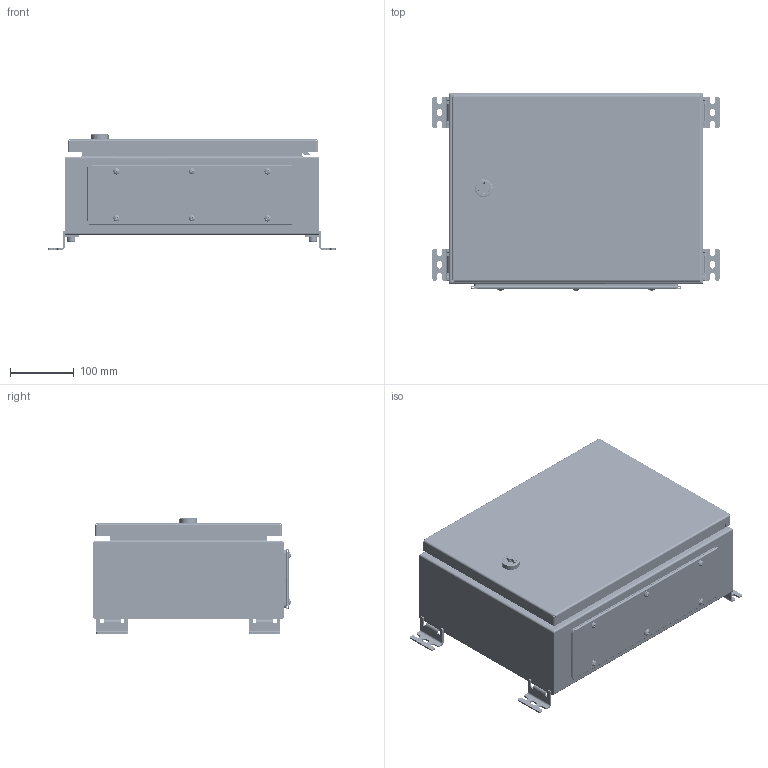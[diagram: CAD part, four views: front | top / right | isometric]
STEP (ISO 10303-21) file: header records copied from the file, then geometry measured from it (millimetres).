
FILE_DESCRIPTION (( 'STEP AP214' ), '1' );
FILE_NAME ('21.040.030.15.STEP', '2024-07-24T10:03:09', ( '' ), ( '' ), 'SwSTEP 2.0', 'SolidWorks 2021', '' );
FILE_SCHEMA (( 'AUTOMOTIVE_DESIGN' ));
Length unit declared in the file: millimetre
Products named in the file (34): Áîëò Ì6õ10 ñ øåñòèãðàííîé ãîëîâêîé ñ ïðåññøàéáîé; Çàêëåïêà ðåçüáîâàÿ Ì8 øåñòèãðàííàÿ ñ óìåíüøåííûì áîðòîì; Äâåðíîå ïîëîòíî W400H300; 昑 W400H300; 昢膼碴鍣 膰豵鵨 W400H300D150; Ëåâàÿ ñòåíêà H300D150; Äâåðü W400H300; 471.100 Íàñòåííîå êðåïëåíèå; 嵑謺麃; 21.040.030.15; Øïèëüêà ïðèâàðíàÿ Ì6õ25; Ïðîêëàäêà êðûøêè ÄÌ W330D90; Ïðîôèëü äâåðíîé H300; 署赅 W330D90; Ïåòëÿ ùèòîâàÿ ïðèâàðíàÿ; 墊片_1; ﾇ瑟鶴 MS-705-3D; Âèíò DIN 967 Ì5õ16 ñ ïîëóêðóãëîé ãîëîâêîé ñ êðåñòîîáðàçíûì øëèöåì; 螺母_1; 妈眚 DIN 912-󋔊0-Zn; 主體_1; Çàêëåïêà ðåçüáîâàÿ Ì5 øåñòèãðàííàÿ ñ óìåíüøåííûì áîðòîì; 小頭螺絲_1; 鎖芯_1; Âòóëêà øàðíèðà; Ïðàâàÿ ñòåíêà H300D150; Ãàéêà M6 DIN6923.step; 剒蜲錪_30403583_MESAN; 扻豵鵨 W400H300D150; 鐵墊圈_1; Ðåçèíêà øàðíèðà; 嵑謺麃 瀁蠉澼鍣 094; Ãàñêåòèíã äâåðè W400H300; Øïèëüêà ïðèâàðíàÿ Ì6õ16
Assembly tree (70 placements, depth 4):
  21.040.030.15
    昢膼碴鍣 膰豵鵨 W400H300D150
      扻豵鵨 W400H300D150
      Ïðàâàÿ ñòåíêà H300D150
      Ëåâàÿ ñòåíêà H300D150
      Øïèëüêà ïðèâàðíàÿ Ì6õ16  x4
      Øïèëüêà ïðèâàðíàÿ Ì6õ25  x4
      Çàêëåïêà ðåçüáîâàÿ Ì8 øåñòèãðàííàÿ ñ óìåíüøåííûì áîðòîì  x4
      Çàêëåïêà ðåçüáîâàÿ Ì5 øåñòèãðàííàÿ ñ óìåíüøåííûì áîðòîì  x6
    Äâåðü W400H300
      Äâåðíîå ïîëîòíî W400H300
      Ãàñêåòèíã äâåðè W400H300
      Ïðîôèëü äâåðíîé H300  x2
      Øïèëüêà ïðèâàðíàÿ Ì6õ16  x2
      Ïåòëÿ ùèòîâàÿ ïðèâàðíàÿ  x2
      ﾇ瑟鶴 MS-705-3D
        主體_1
        鎖芯_1
        墊片_1
        螺母_1
        鐵墊圈_1  x2
        小頭螺絲_1
        剒蜲錪_30403583_MESAN
    嵑謺麃 瀁蠉澼鍣 094  x2
      嵑謺麃
      Âòóëêà øàðíèðà
      Ðåçèíêà øàðíèðà
    昑 W400H300
    Ãàéêà M6 DIN6923.step  x4
    署赅 W330D90
    Âèíò DIN 967 Ì5õ16 ñ ïîëóêðóãëîé ãîëîâêîé ñ êðåñòîîáðàçíûì øëèöåì  x6
    471.100 Íàñòåííîå êðåïëåíèå  x4
    妈眚 DIN 912-󋔊0-Zn  x4
    Áîëò Ì6õ10 ñ øåñòèãðàííîé ãîëîâêîé ñ ïðåññøàéáîé  x4
    Ïðîêëàäêà êðûøêè ÄÌ W330D90
Bounding box: 452 x 311.09 x 181.9 mm (x, y, z)
Volume: 1150092 mm3; surface area: 1431325.7 mm2
Topology: 68 solids, 68 shells, 3055 faces, 7732 edges, 4849 vertices
Faces by surface type: plane 1266, cylinder 1184, bspline 250, cone 209, torus 124, sphere 22
Entity records: 69428 total; most frequent: CARTESIAN_POINT 27074, ORIENTED_EDGE 8018, DIRECTION 6630, EDGE_CURVE 4009, VERTEX_POINT 2524, AXIS2_PLACEMENT_3D 2310, LINE 2010, VECTOR 2010
